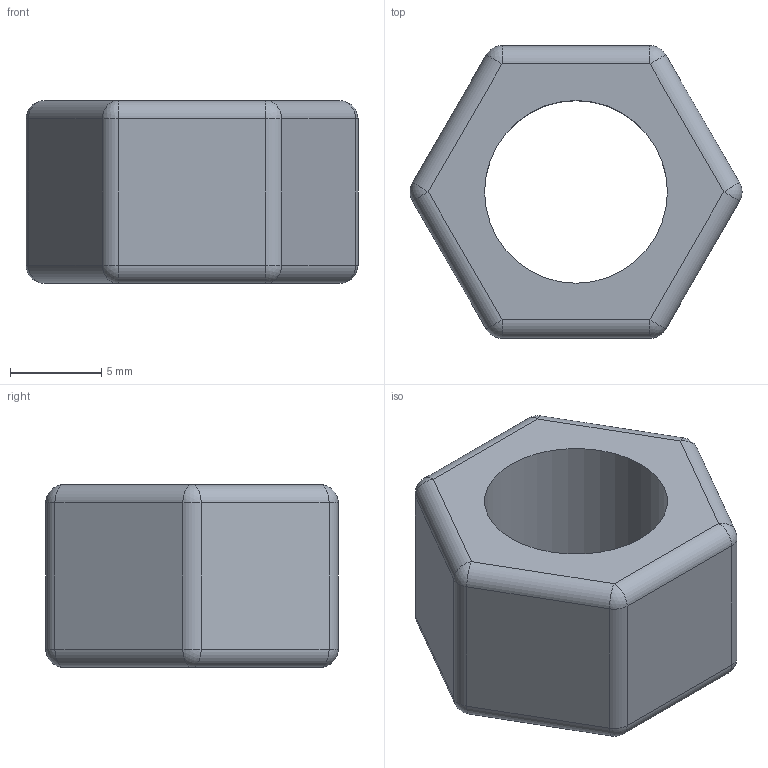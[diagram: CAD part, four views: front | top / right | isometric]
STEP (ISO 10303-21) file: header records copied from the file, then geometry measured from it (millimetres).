
FILE_DESCRIPTION( ('This file contains a STEP AP42 implementation' ,'as created by ZW3D STEP Interface translator.' ,'') ,'2;1' );
FILE_NAME( '集肉斗固定螺帽.ipt.stp' ,'251027.114726', (''), ('ZWCAD Software Co.'), 'Version 1.0', 'ZW3D to STEP translator', '' );
FILE_SCHEMA(('AUTOMOTIVE_DESIGN { 1 0 10303 214 1 1 1 1 }'));
Length unit declared in the file: millimetre
Products named in the file (1): 0
Bounding box: 18.17 x 16 x 10 mm (x, y, z)
Volume: 1405.5 mm3; surface area: 1099.7 mm2
Topology: 1 solids, 1 shells, 39 faces, 77 edges, 40 vertices
Faces by surface type: cylinder 19, sphere 12, plane 8
Full cylindrical faces by diameter (mm): 10 x1
Entity records: 1042 total; most frequent: DIRECTION 197, CARTESIAN_POINT 157, ORIENTED_EDGE 154, AXIS2_PLACEMENT_3D 80, EDGE_CURVE 77, EDGE_LOOP 41, VERTEX_POINT 40, CIRCLE 40
